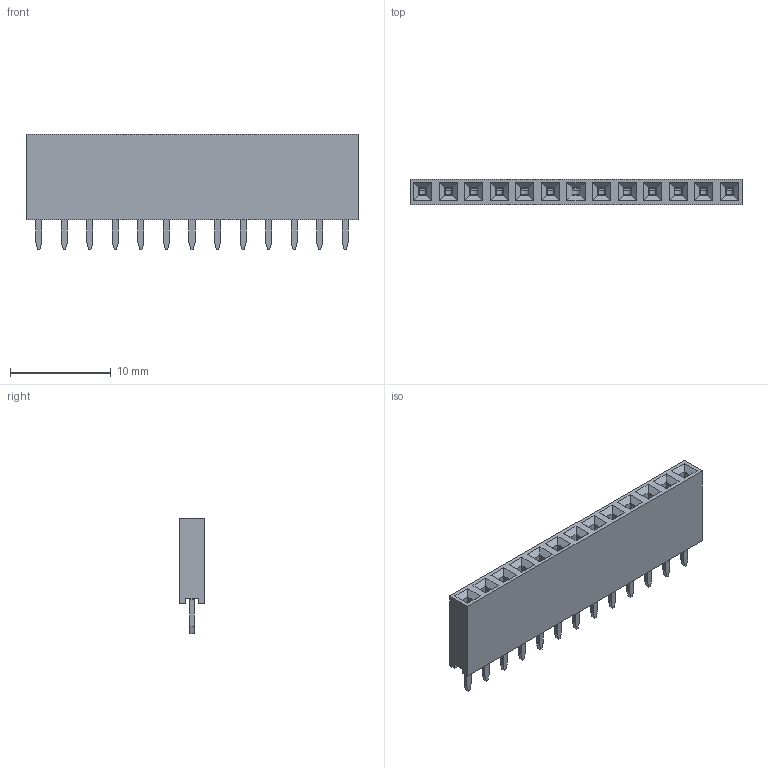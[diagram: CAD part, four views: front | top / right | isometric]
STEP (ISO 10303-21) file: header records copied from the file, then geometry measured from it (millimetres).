
FILE_DESCRIPTION(('STEP AP214'), '1');
FILE_NAME('PBS', '', ('UNSPECIFIED'), ('UNSPECIFIED'), 'ASCON STEP Converter 1.6', 'ASCON Math Kernel', '');
FILE_SCHEMA(('AUTOMOTIVE_DESIGN { 1 0 10303 214 3 1 1}'));
Length unit declared in the file: millimetre
Bounding box: 33.02 x 2.54 x 11.5 mm (x, y, z)
Volume: 635.8 mm3; surface area: 1370.9 mm2
Topology: 1 solids, 1 shells, 712 faces, 1948 edges, 1212 vertices
Faces by surface type: plane 621, cylinder 91
Entity records: 27786 total; most frequent: ORIENTED_EDGE 3896, CARTESIAN_POINT 3873, DIRECTION 3608, EDGE_CURVE 1948, LINE 1714, VECTOR 1714, VERTEX_POINT 1212, AXIS2_PLACEMENT_3D 947
